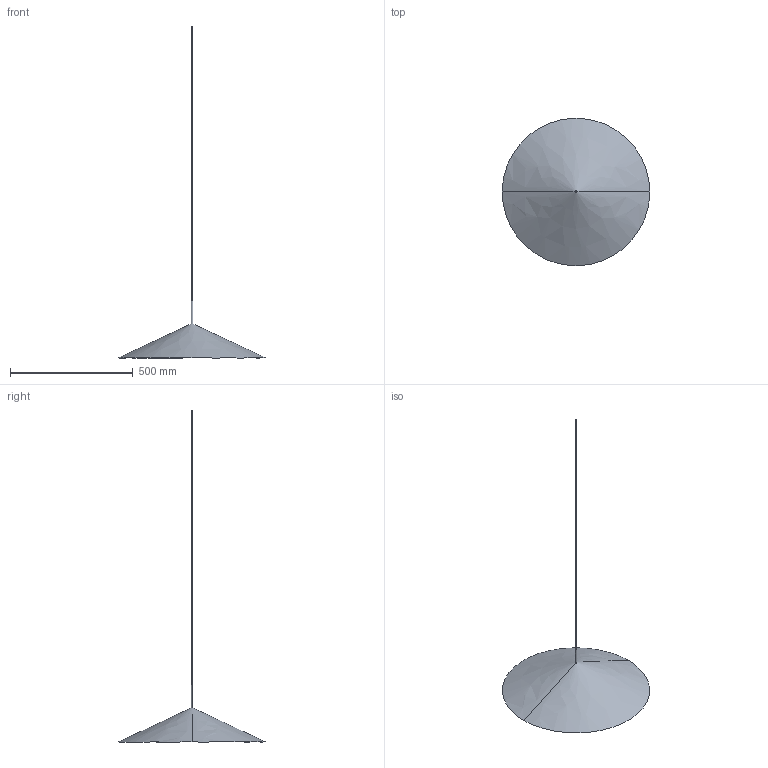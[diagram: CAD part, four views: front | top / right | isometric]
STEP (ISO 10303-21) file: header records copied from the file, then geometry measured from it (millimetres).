
FILE_DESCRIPTION(/* description */ (''),/* implementation_level */ '2;1');
FILE_NAME(/* name */ '1744.108_SAMOI',/* time_stamp */ '2023-03-14T18:15:24+01:00',/* author */ (''),/* organization */ (''),/* preprocessor_version */ 'ST-DEVELOPER v16.5',/* originating_system */ 'Rhino 7.15',/* authorisation */ '');
FILE_SCHEMA (('CONFIG_CONTROL_DESIGN'));
Length unit declared in the file: millimetre
Products named in the file (1): Document
Bounding box: 600 x 599.41 x 1350.64 mm (x, y, z)
Volume: 13627.8 mm3; surface area: 325955.9 mm2
Topology: 2 solids, 4 shells, 12 faces, 25 edges, 17 vertices
Faces by surface type: cylinder 4, plane 4, bspline 4
Entity records: 404 total; most frequent: CARTESIAN_POINT 155, ORIENTED_EDGE 38, EDGE_CURVE 22, DIRECTION 16, VERTEX_POINT 15, ADVANCED_FACE 12, FACE_OUTER_BOUND 12, EDGE_LOOP 12
